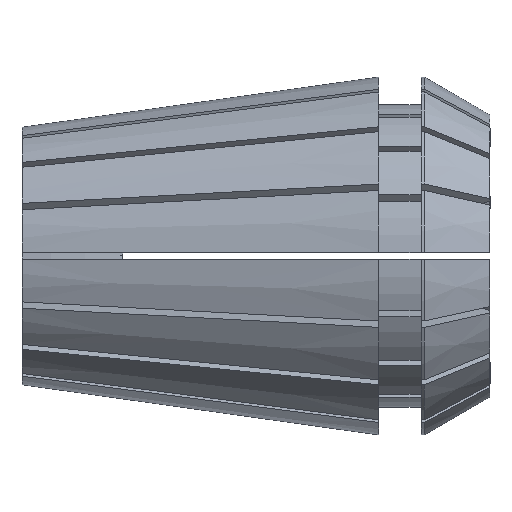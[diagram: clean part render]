
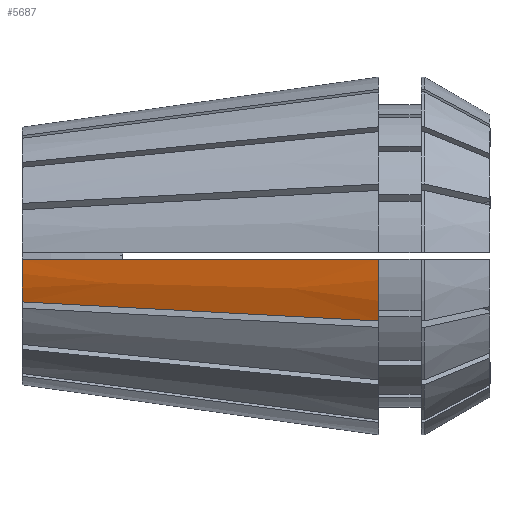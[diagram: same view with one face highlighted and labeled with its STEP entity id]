
A CAD part, top view. The second image highlights one B-rep face of the part: STEP entity #5687.
In plain terms, the highlighted conical face has half-angle 8 degrees and reference radius 13 mm.
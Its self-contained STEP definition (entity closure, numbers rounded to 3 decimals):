
#126 = AXIS2_PLACEMENT_3D ( 'NONE', #619, #4281, #1137 ) ;
#424 = CARTESIAN_POINT ( 'NONE',  ( 25.9, -0.25, 12.998 ) ) ;
#499 = CARTESIAN_POINT ( 'NONE',  ( 25.9, -4.743, 12.104 ) ) ;
#579 = CARTESIAN_POINT ( 'NONE',  ( 14.628, -0.25, 11.413 ) ) ;
#619 = CARTESIAN_POINT ( 'NONE',  ( 25.9, 0., 0. ) ) ;
#868 = EDGE_CURVE ( 'NONE', #3389, #3081, #1077, .T. ) ;
#1017 = VERTEX_POINT ( 'NONE', #6538 ) ;
#1029 = CARTESIAN_POINT ( 'NONE',  ( 0., 0., 0. ) ) ;
#1077 = B_SPLINE_CURVE_WITH_KNOTS ( 'NONE', 3,
 ( #5273, #1637, #4752, #3194, #579, #5863, #4894, #2141, #3688, #4324 ),
 .UNSPECIFIED., .F., .F.,
 ( 4, 3, 3, 4 ),
 ( 0.052, 0.057, 0.074, 0.078 ),
 .UNSPECIFIED. ) ;
#1096 = CONICAL_SURFACE ( 'NONE', #6166, 13., 0.14 ) ;
#1137 = DIRECTION ( 'NONE',  ( 0., 0., 1. ) ) ;
#1249 = CIRCLE ( 'NONE', #6395, 9.36 ) ;
#1545 = DIRECTION ( 'NONE',  ( 0., 0., 1. ) ) ;
#1637 = CARTESIAN_POINT ( 'NONE',  ( 24.039, -0.25, 12.736 ) ) ;
#1660 = ORIENTED_EDGE ( 'NONE', *, *, #868, .T. ) ;
#2030 = CARTESIAN_POINT ( 'NONE',  ( 5.424, -3.642, 9.445 ) ) ;
#2141 = CARTESIAN_POINT ( 'NONE',  ( 2.167, -0.25, 9.662 ) ) ;
#2176 = EDGE_CURVE ( 'NONE', #1017, #3081, #1249, .T. ) ;
#2324 = ORIENTED_EDGE ( 'NONE', *, *, #2176, .F. ) ;
#2536 = ORIENTED_EDGE ( 'NONE', *, *, #3988, .T. ) ;
#3081 = VERTEX_POINT ( 'NONE', #6007 ) ;
#3110 = CARTESIAN_POINT ( 'NONE',  ( 16.273, -4.225, 10.854 ) ) ;
#3194 = CARTESIAN_POINT ( 'NONE',  ( 20.317, -0.25, 12.213 ) ) ;
#3389 = VERTEX_POINT ( 'NONE', #424 ) ;
#3511 = CARTESIAN_POINT ( 'NONE',  ( 25.9, -4.743, 12.104 ) ) ;
#3571 = EDGE_LOOP ( 'NONE', ( #2324, #2536, #4244, #1660 ) ) ;
#3632 = CARTESIAN_POINT ( 'NONE',  ( 22.691, -4.571, 11.687 ) ) ;
#3688 = CARTESIAN_POINT ( 'NONE',  ( 1.083, -0.25, 9.509 ) ) ;
#3988 = EDGE_CURVE ( 'NONE', #1017, #5269, #5489, .T. ) ;
#4044 = FACE_OUTER_BOUND ( 'NONE', #3571, .T. ) ;
#4046 = DIRECTION ( 'NONE',  ( 0., 0., -1. ) ) ;
#4244 = ORIENTED_EDGE ( 'NONE', *, *, #5520, .T. ) ;
#4281 = DIRECTION ( 'NONE',  ( -1., 0., 0. ) ) ;
#4324 = CARTESIAN_POINT ( 'NONE',  ( 0., -0.25, 9.357 ) ) ;
#4722 = DIRECTION ( 'NONE',  ( -1., 0., 0. ) ) ;
#4752 = CARTESIAN_POINT ( 'NONE',  ( 22.178, -0.25, 12.475 ) ) ;
#4894 = CARTESIAN_POINT ( 'NONE',  ( 3.25, -0.25, 9.814 ) ) ;
#5053 = CIRCLE ( 'NONE', #126, 13. ) ;
#5124 = CARTESIAN_POINT ( 'NONE',  ( 25.9, 0., 0. ) ) ;
#5269 = VERTEX_POINT ( 'NONE', #3511 ) ;
#5273 = CARTESIAN_POINT ( 'NONE',  ( 25.9, -0.25, 12.998 ) ) ;
#5489 = B_SPLINE_CURVE_WITH_KNOTS ( 'NONE', 3,
 ( #5773, #2030, #6328, #3110, #6863, #3632, #499 ),
 .UNSPECIFIED., .F., .F.,
 ( 4, 3, 4 ),
 ( 0., 0.016, 0.026 ),
 .UNSPECIFIED. ) ;
#5520 = EDGE_CURVE ( 'NONE', #5269, #3389, #5053, .T. ) ;
#5671 = DIRECTION ( 'NONE',  ( 1., 0., 0. ) ) ;
#5687 = ADVANCED_FACE ( 'NONE', ( #4044 ), #1096, .T. ) ;
#5773 = CARTESIAN_POINT ( 'NONE',  ( 0., -3.35, 8.74 ) ) ;
#5863 = CARTESIAN_POINT ( 'NONE',  ( 8.939, -0.25, 10.614 ) ) ;
#6007 = CARTESIAN_POINT ( 'NONE',  ( 0., -0.25, 9.357 ) ) ;
#6166 = AXIS2_PLACEMENT_3D ( 'NONE', #5124, #5671, #4046 ) ;
#6328 = CARTESIAN_POINT ( 'NONE',  ( 10.849, -3.933, 10.149 ) ) ;
#6395 = AXIS2_PLACEMENT_3D ( 'NONE', #1029, #4722, #1545 ) ;
#6538 = CARTESIAN_POINT ( 'NONE',  ( 0., -3.35, 8.74 ) ) ;
#6863 = CARTESIAN_POINT ( 'NONE',  ( 19.482, -4.398, 11.271 ) ) ;
